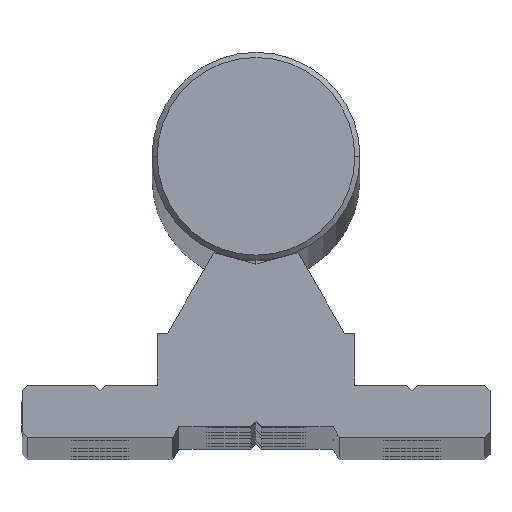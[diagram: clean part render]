
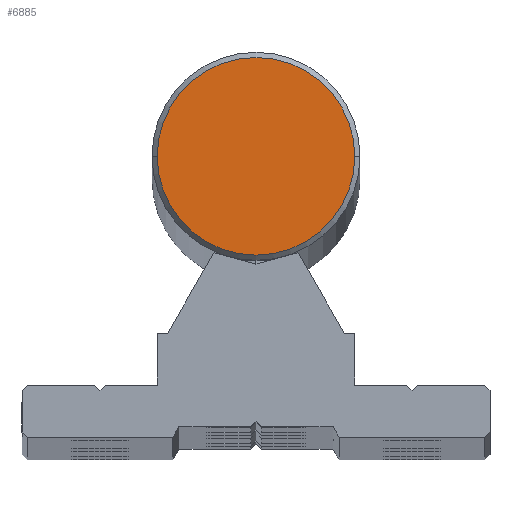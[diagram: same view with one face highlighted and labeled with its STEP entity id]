
A CAD part, top view. The second image highlights one B-rep face of the part: STEP entity #6885.
In plain terms, the highlighted planar face has unit normal (0, 0, 1).
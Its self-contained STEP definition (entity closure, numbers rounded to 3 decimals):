
#50 = CARTESIAN_POINT ( 'NONE',  ( 9.5, 0., 695. ) ) ;
#64 = ORIENTED_EDGE ( 'NONE', *, *, #12080, .T. ) ;
#670 = EDGE_CURVE ( 'NONE', #4635, #12743, #16754, .T. ) ;
#1535 = CARTESIAN_POINT ( 'NONE',  ( 0., 0., 695. ) ) ;
#2335 = AXIS2_PLACEMENT_3D ( 'NONE', #15750, #15690, #12797 ) ;
#2772 = PLANE ( 'NONE',  #12060 ) ;
#4635 = VERTEX_POINT ( 'NONE', #50 ) ;
#6671 = EDGE_LOOP ( 'NONE', ( #64, #9421 ) ) ;
#6885 = ADVANCED_FACE ( 'NONE', ( #16014 ), #2772, .T. ) ;
#7891 = CARTESIAN_POINT ( 'NONE',  ( 0., 0., 695. ) ) ;
#8411 = CIRCLE ( 'NONE', #2335, 9.5 ) ;
#9421 = ORIENTED_EDGE ( 'NONE', *, *, #670, .T. ) ;
#10121 = CARTESIAN_POINT ( 'NONE',  ( -9.5, 0., 695. ) ) ;
#11238 = DIRECTION ( 'NONE',  ( 0., 0., 1. ) ) ;
#12060 = AXIS2_PLACEMENT_3D ( 'NONE', #1535, #11238, #12838 ) ;
#12080 = EDGE_CURVE ( 'NONE', #12743, #4635, #8411, .T. ) ;
#12743 = VERTEX_POINT ( 'NONE', #10121 ) ;
#12797 = DIRECTION ( 'NONE',  ( 1., 0., 0. ) ) ;
#12838 = DIRECTION ( 'NONE',  ( 1., 0., 0. ) ) ;
#14981 = DIRECTION ( 'NONE',  ( 0., 0., 1. ) ) ;
#15690 = DIRECTION ( 'NONE',  ( 0., 0., 1. ) ) ;
#15750 = CARTESIAN_POINT ( 'NONE',  ( 0., 0., 695. ) ) ;
#16014 = FACE_OUTER_BOUND ( 'NONE', #6671, .T. ) ;
#16754 = CIRCLE ( 'NONE', #16826, 9.5 ) ;
#16826 = AXIS2_PLACEMENT_3D ( 'NONE', #7891, #14981, #17633 ) ;
#17633 = DIRECTION ( 'NONE',  ( 1., 0., 0. ) ) ;
